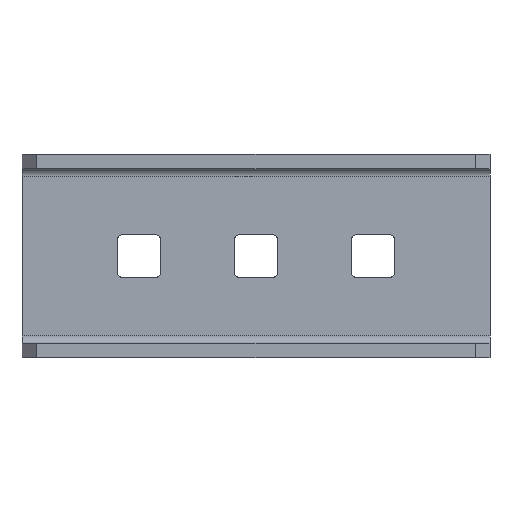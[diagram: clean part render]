
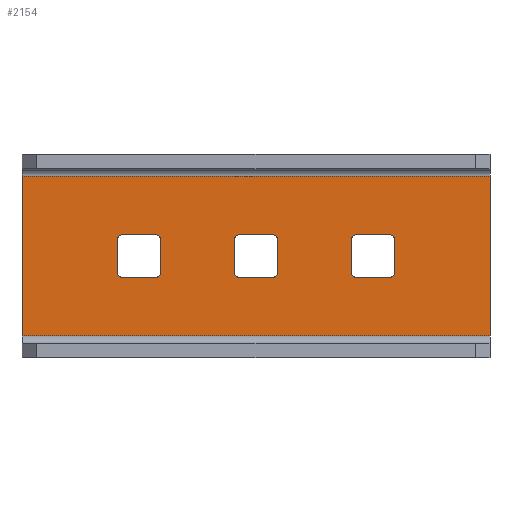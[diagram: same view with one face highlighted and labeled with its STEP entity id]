
A CAD part, top view. The second image highlights one B-rep face of the part: STEP entity #2154.
In plain terms, the highlighted planar face has unit normal (0, 0, 1).
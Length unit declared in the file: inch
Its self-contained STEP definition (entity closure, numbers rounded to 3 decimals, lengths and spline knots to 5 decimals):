
#91=FACE_BOUND('',#337,.T.);
#92=FACE_BOUND('',#338,.T.);
#93=FACE_BOUND('',#339,.T.);
#113=CIRCLE('',#2289,0.02);
#114=CIRCLE('',#2290,0.02);
#115=CIRCLE('',#2291,0.02);
#116=CIRCLE('',#2292,0.02);
#117=CIRCLE('',#2293,0.02);
#118=CIRCLE('',#2294,0.02);
#119=CIRCLE('',#2295,0.02);
#120=CIRCLE('',#2296,0.02);
#121=CIRCLE('',#2297,0.02);
#122=CIRCLE('',#2298,0.02);
#123=CIRCLE('',#2299,0.02);
#124=CIRCLE('',#2300,0.02);
#222=FACE_OUTER_BOUND('',#336,.T.);
#336=EDGE_LOOP('',(#1454,#1455,#1456,#1457));
#337=EDGE_LOOP('',(#1458,#1459,#1460,#1461,#1462,#1463,#1464,#1465));
#338=EDGE_LOOP('',(#1466,#1467,#1468,#1469,#1470,#1471,#1472,#1473));
#339=EDGE_LOOP('',(#1474,#1475,#1476,#1477,#1478,#1479,#1480,#1481));
#473=LINE('',#3184,#697);
#475=LINE('',#3190,#699);
#478=LINE('',#3195,#702);
#479=LINE('',#3196,#703);
#480=LINE('',#3199,#704);
#481=LINE('',#3203,#705);
#482=LINE('',#3207,#706);
#483=LINE('',#3211,#707);
#484=LINE('',#3215,#708);
#485=LINE('',#3219,#709);
#486=LINE('',#3223,#710);
#487=LINE('',#3227,#711);
#488=LINE('',#3231,#712);
#489=LINE('',#3235,#713);
#490=LINE('',#3239,#714);
#491=LINE('',#3243,#715);
#697=VECTOR('',#2514,39.37008);
#699=VECTOR('',#2518,39.37008);
#702=VECTOR('',#2523,39.37008);
#703=VECTOR('',#2524,39.37008);
#704=VECTOR('',#2525,39.37008);
#705=VECTOR('',#2528,39.37008);
#706=VECTOR('',#2531,39.37008);
#707=VECTOR('',#2534,39.37008);
#708=VECTOR('',#2537,39.37008);
#709=VECTOR('',#2540,39.37008);
#710=VECTOR('',#2543,39.37008);
#711=VECTOR('',#2546,39.37008);
#712=VECTOR('',#2549,39.37008);
#713=VECTOR('',#2552,39.37008);
#714=VECTOR('',#2555,39.37008);
#715=VECTOR('',#2558,39.37008);
#918=VERTEX_POINT('',#3177);
#921=VERTEX_POINT('',#3182);
#922=VERTEX_POINT('',#3186);
#924=VERTEX_POINT('',#3189);
#926=VERTEX_POINT('',#3197);
#927=VERTEX_POINT('',#3198);
#928=VERTEX_POINT('',#3200);
#929=VERTEX_POINT('',#3202);
#930=VERTEX_POINT('',#3204);
#931=VERTEX_POINT('',#3206);
#932=VERTEX_POINT('',#3208);
#933=VERTEX_POINT('',#3210);
#934=VERTEX_POINT('',#3213);
#935=VERTEX_POINT('',#3214);
#936=VERTEX_POINT('',#3216);
#937=VERTEX_POINT('',#3218);
#938=VERTEX_POINT('',#3220);
#939=VERTEX_POINT('',#3222);
#940=VERTEX_POINT('',#3224);
#941=VERTEX_POINT('',#3226);
#942=VERTEX_POINT('',#3229);
#943=VERTEX_POINT('',#3230);
#944=VERTEX_POINT('',#3232);
#945=VERTEX_POINT('',#3234);
#946=VERTEX_POINT('',#3236);
#947=VERTEX_POINT('',#3238);
#948=VERTEX_POINT('',#3240);
#949=VERTEX_POINT('',#3242);
#1129=EDGE_CURVE('',#918,#921,#473,.T.);
#1131=EDGE_CURVE('',#924,#922,#475,.T.);
#1134=EDGE_CURVE('',#918,#922,#478,.T.);
#1135=EDGE_CURVE('',#924,#921,#479,.T.);
#1136=EDGE_CURVE('',#926,#927,#480,.T.);
#1137=EDGE_CURVE('',#927,#928,#113,.T.);
#1138=EDGE_CURVE('',#928,#929,#481,.T.);
#1139=EDGE_CURVE('',#929,#930,#114,.T.);
#1140=EDGE_CURVE('',#930,#931,#482,.T.);
#1141=EDGE_CURVE('',#931,#932,#115,.T.);
#1142=EDGE_CURVE('',#932,#933,#483,.T.);
#1143=EDGE_CURVE('',#933,#926,#116,.T.);
#1144=EDGE_CURVE('',#934,#935,#484,.T.);
#1145=EDGE_CURVE('',#935,#936,#117,.T.);
#1146=EDGE_CURVE('',#936,#937,#485,.T.);
#1147=EDGE_CURVE('',#937,#938,#118,.T.);
#1148=EDGE_CURVE('',#938,#939,#486,.T.);
#1149=EDGE_CURVE('',#939,#940,#119,.T.);
#1150=EDGE_CURVE('',#940,#941,#487,.T.);
#1151=EDGE_CURVE('',#941,#934,#120,.T.);
#1152=EDGE_CURVE('',#942,#943,#488,.T.);
#1153=EDGE_CURVE('',#943,#944,#121,.T.);
#1154=EDGE_CURVE('',#944,#945,#489,.T.);
#1155=EDGE_CURVE('',#945,#946,#122,.T.);
#1156=EDGE_CURVE('',#946,#947,#490,.T.);
#1157=EDGE_CURVE('',#947,#948,#123,.T.);
#1158=EDGE_CURVE('',#948,#949,#491,.T.);
#1159=EDGE_CURVE('',#949,#942,#124,.T.);
#1454=ORIENTED_EDGE('',*,*,#1131,.T.);
#1455=ORIENTED_EDGE('',*,*,#1134,.F.);
#1456=ORIENTED_EDGE('',*,*,#1129,.T.);
#1457=ORIENTED_EDGE('',*,*,#1135,.F.);
#1458=ORIENTED_EDGE('',*,*,#1136,.T.);
#1459=ORIENTED_EDGE('',*,*,#1137,.T.);
#1460=ORIENTED_EDGE('',*,*,#1138,.T.);
#1461=ORIENTED_EDGE('',*,*,#1139,.T.);
#1462=ORIENTED_EDGE('',*,*,#1140,.T.);
#1463=ORIENTED_EDGE('',*,*,#1141,.T.);
#1464=ORIENTED_EDGE('',*,*,#1142,.T.);
#1465=ORIENTED_EDGE('',*,*,#1143,.T.);
#1466=ORIENTED_EDGE('',*,*,#1144,.T.);
#1467=ORIENTED_EDGE('',*,*,#1145,.T.);
#1468=ORIENTED_EDGE('',*,*,#1146,.T.);
#1469=ORIENTED_EDGE('',*,*,#1147,.T.);
#1470=ORIENTED_EDGE('',*,*,#1148,.T.);
#1471=ORIENTED_EDGE('',*,*,#1149,.T.);
#1472=ORIENTED_EDGE('',*,*,#1150,.T.);
#1473=ORIENTED_EDGE('',*,*,#1151,.T.);
#1474=ORIENTED_EDGE('',*,*,#1152,.T.);
#1475=ORIENTED_EDGE('',*,*,#1153,.T.);
#1476=ORIENTED_EDGE('',*,*,#1154,.T.);
#1477=ORIENTED_EDGE('',*,*,#1155,.T.);
#1478=ORIENTED_EDGE('',*,*,#1156,.T.);
#1479=ORIENTED_EDGE('',*,*,#1157,.T.);
#1480=ORIENTED_EDGE('',*,*,#1158,.T.);
#1481=ORIENTED_EDGE('',*,*,#1159,.T.);
#2088=PLANE('',#2288);
#2154=ADVANCED_FACE('',(#222,#91,#92,#93),#2088,.T.);
#2288=AXIS2_PLACEMENT_3D('',#3194,#2521,#2522);
#2289=AXIS2_PLACEMENT_3D('',#3201,#2526,#2527);
#2290=AXIS2_PLACEMENT_3D('',#3205,#2529,#2530);
#2291=AXIS2_PLACEMENT_3D('',#3209,#2532,#2533);
#2292=AXIS2_PLACEMENT_3D('',#3212,#2535,#2536);
#2293=AXIS2_PLACEMENT_3D('',#3217,#2538,#2539);
#2294=AXIS2_PLACEMENT_3D('',#3221,#2541,#2542);
#2295=AXIS2_PLACEMENT_3D('',#3225,#2544,#2545);
#2296=AXIS2_PLACEMENT_3D('',#3228,#2547,#2548);
#2297=AXIS2_PLACEMENT_3D('',#3233,#2550,#2551);
#2298=AXIS2_PLACEMENT_3D('',#3237,#2553,#2554);
#2299=AXIS2_PLACEMENT_3D('',#3241,#2556,#2557);
#2300=AXIS2_PLACEMENT_3D('',#3244,#2559,#2560);
#2514=DIRECTION('',(0.,-1.,0.));
#2518=DIRECTION('',(0.,1.,0.));
#2521=DIRECTION('center_axis',(0.,0.,1.));
#2522=DIRECTION('ref_axis',(1.,0.,0.));
#2523=DIRECTION('',(1.,0.,0.));
#2524=DIRECTION('',(-1.,0.,0.));
#2525=DIRECTION('',(0.,1.,0.));
#2526=DIRECTION('center_axis',(0.,0.,-1.));
#2527=DIRECTION('ref_axis',(1.,0.,0.));
#2528=DIRECTION('',(1.,0.,0.));
#2529=DIRECTION('center_axis',(0.,0.,-1.));
#2530=DIRECTION('ref_axis',(1.,0.,0.));
#2531=DIRECTION('',(0.,-1.,0.));
#2532=DIRECTION('center_axis',(0.,0.,-1.));
#2533=DIRECTION('ref_axis',(1.,0.,0.));
#2534=DIRECTION('',(-1.,0.,0.));
#2535=DIRECTION('center_axis',(0.,0.,-1.));
#2536=DIRECTION('ref_axis',(1.,0.,0.));
#2537=DIRECTION('',(0.,1.,0.));
#2538=DIRECTION('center_axis',(0.,0.,-1.));
#2539=DIRECTION('ref_axis',(1.,0.,0.));
#2540=DIRECTION('',(1.,0.,0.));
#2541=DIRECTION('center_axis',(0.,0.,-1.));
#2542=DIRECTION('ref_axis',(1.,0.,0.));
#2543=DIRECTION('',(0.,-1.,0.));
#2544=DIRECTION('center_axis',(0.,0.,-1.));
#2545=DIRECTION('ref_axis',(1.,0.,0.));
#2546=DIRECTION('',(-1.,0.,0.));
#2547=DIRECTION('center_axis',(0.,0.,-1.));
#2548=DIRECTION('ref_axis',(1.,0.,0.));
#2549=DIRECTION('',(-1.,0.,0.));
#2550=DIRECTION('center_axis',(0.,0.,-1.));
#2551=DIRECTION('ref_axis',(1.,0.,0.));
#2552=DIRECTION('',(0.,1.,0.));
#2553=DIRECTION('center_axis',(0.,0.,-1.));
#2554=DIRECTION('ref_axis',(1.,0.,0.));
#2555=DIRECTION('',(1.,0.,0.));
#2556=DIRECTION('center_axis',(0.,0.,-1.));
#2557=DIRECTION('ref_axis',(1.,0.,0.));
#2558=DIRECTION('',(0.,-1.,0.));
#2559=DIRECTION('center_axis',(0.,0.,-1.));
#2560=DIRECTION('ref_axis',(1.,0.,0.));
#3177=CARTESIAN_POINT('',(-1.,0.341,0.062));
#3182=CARTESIAN_POINT('',(-1.,-0.341,0.062));
#3184=CARTESIAN_POINT('',(-1.,0.435,0.062));
#3186=CARTESIAN_POINT('',(1.,0.341,0.062));
#3189=CARTESIAN_POINT('',(1.,-0.341,0.062));
#3190=CARTESIAN_POINT('',(1.,0.435,0.062));
#3194=CARTESIAN_POINT('Origin',(-1.,-0.435,0.062));
#3195=CARTESIAN_POINT('',(-1.,0.341,0.062));
#3196=CARTESIAN_POINT('',(1.,-0.341,0.062));
#3197=CARTESIAN_POINT('',(0.409,-0.071,0.062));
#3198=CARTESIAN_POINT('',(0.409,0.071,0.062));
#3199=CARTESIAN_POINT('',(0.409,-0.091,0.062));
#3200=CARTESIAN_POINT('',(0.429,0.091,0.062));
#3201=CARTESIAN_POINT('Origin',(0.429,0.071,0.062));
#3202=CARTESIAN_POINT('',(0.571,0.091,0.062));
#3203=CARTESIAN_POINT('',(0.409,0.091,0.062));
#3204=CARTESIAN_POINT('',(0.591,0.071,0.062));
#3205=CARTESIAN_POINT('Origin',(0.571,0.071,0.062));
#3206=CARTESIAN_POINT('',(0.591,-0.071,0.062));
#3207=CARTESIAN_POINT('',(0.591,-0.091,0.062));
#3208=CARTESIAN_POINT('',(0.571,-0.091,0.062));
#3209=CARTESIAN_POINT('Origin',(0.571,-0.071,0.062));
#3210=CARTESIAN_POINT('',(0.429,-0.091,0.062));
#3211=CARTESIAN_POINT('',(0.409,-0.091,0.062));
#3212=CARTESIAN_POINT('Origin',(0.429,-0.071,0.062));
#3213=CARTESIAN_POINT('',(-0.091,-0.071,0.062));
#3214=CARTESIAN_POINT('',(-0.091,0.071,0.062));
#3215=CARTESIAN_POINT('',(-0.091,-0.091,0.062));
#3216=CARTESIAN_POINT('',(-0.071,0.091,0.062));
#3217=CARTESIAN_POINT('Origin',(-0.071,0.071,0.062));
#3218=CARTESIAN_POINT('',(0.071,0.091,0.062));
#3219=CARTESIAN_POINT('',(-0.091,0.091,0.062));
#3220=CARTESIAN_POINT('',(0.091,0.071,0.062));
#3221=CARTESIAN_POINT('Origin',(0.071,0.071,0.062));
#3222=CARTESIAN_POINT('',(0.091,-0.071,0.062));
#3223=CARTESIAN_POINT('',(0.091,-0.091,0.062));
#3224=CARTESIAN_POINT('',(0.071,-0.091,0.062));
#3225=CARTESIAN_POINT('Origin',(0.071,-0.071,0.062));
#3226=CARTESIAN_POINT('',(-0.071,-0.091,0.062));
#3227=CARTESIAN_POINT('',(-0.091,-0.091,0.062));
#3228=CARTESIAN_POINT('Origin',(-0.071,-0.071,0.062));
#3229=CARTESIAN_POINT('',(-0.429,-0.091,0.062));
#3230=CARTESIAN_POINT('',(-0.571,-0.091,0.062));
#3231=CARTESIAN_POINT('',(-0.591,-0.091,0.062));
#3232=CARTESIAN_POINT('',(-0.591,-0.071,0.062));
#3233=CARTESIAN_POINT('Origin',(-0.571,-0.071,0.062));
#3234=CARTESIAN_POINT('',(-0.591,0.071,0.062));
#3235=CARTESIAN_POINT('',(-0.591,-0.091,0.062));
#3236=CARTESIAN_POINT('',(-0.571,0.091,0.062));
#3237=CARTESIAN_POINT('Origin',(-0.571,0.071,0.062));
#3238=CARTESIAN_POINT('',(-0.429,0.091,0.062));
#3239=CARTESIAN_POINT('',(-0.591,0.091,0.062));
#3240=CARTESIAN_POINT('',(-0.409,0.071,0.062));
#3241=CARTESIAN_POINT('Origin',(-0.429,0.071,0.062));
#3242=CARTESIAN_POINT('',(-0.409,-0.071,0.062));
#3243=CARTESIAN_POINT('',(-0.409,-0.091,0.062));
#3244=CARTESIAN_POINT('Origin',(-0.429,-0.071,0.062));
